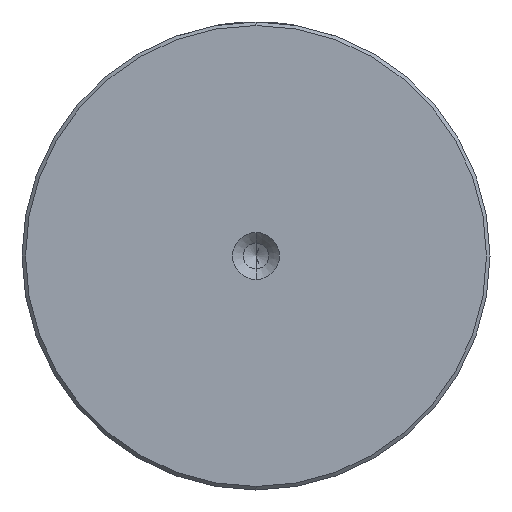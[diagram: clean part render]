
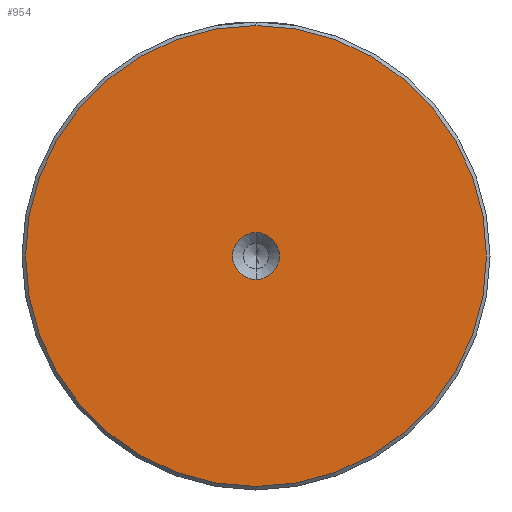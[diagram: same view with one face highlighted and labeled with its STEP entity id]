
A CAD part, left-side view. The second image highlights one B-rep face of the part: STEP entity #954.
In plain terms, the highlighted planar face has unit normal (-1, 0, 0).
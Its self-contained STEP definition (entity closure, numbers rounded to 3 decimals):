
#104 = AXIS2_PLACEMENT_3D ( 'NONE', #2490, #2483, #2477 ) ;
#246 = EDGE_LOOP ( 'NONE', ( #734, #2137 ) ) ;
#416 = VERTEX_POINT ( 'NONE', #1120 ) ;
#425 = CIRCLE ( 'NONE', #1685, 3.3 ) ;
#474 = DIRECTION ( 'NONE',  ( -1., 0., 0. ) ) ;
#489 = EDGE_CURVE ( 'NONE', #416, #1383, #1679, .T. ) ;
#491 = CIRCLE ( 'NONE', #1423, 32.5 ) ;
#547 = AXIS2_PLACEMENT_3D ( 'NONE', #1983, #823, #2168 ) ;
#580 = CARTESIAN_POINT ( 'NONE',  ( 0., 0., -3.3 ) ) ;
#596 = FACE_OUTER_BOUND ( 'NONE', #246, .T. ) ;
#720 = CARTESIAN_POINT ( 'NONE',  ( 0., 0., 0. ) ) ;
#734 = ORIENTED_EDGE ( 'NONE', *, *, #489, .T. ) ;
#817 = CIRCLE ( 'NONE', #1934, 3.3 ) ;
#823 = DIRECTION ( 'NONE',  ( -1., 0., 0. ) ) ;
#839 = CARTESIAN_POINT ( 'NONE',  ( 0., 0., 32.5 ) ) ;
#921 = DIRECTION ( 'NONE',  ( 0., 0., 1. ) ) ;
#927 = FACE_BOUND ( 'NONE', #2461, .T. ) ;
#939 = CARTESIAN_POINT ( 'NONE',  ( 0., 0., 0. ) ) ;
#954 = ADVANCED_FACE ( 'NONE', ( #596, #927 ), #2056, .T. ) ;
#1120 = CARTESIAN_POINT ( 'NONE',  ( 0., 0., -32.5 ) ) ;
#1138 = DIRECTION ( 'NONE',  ( 0., 0., 1. ) ) ;
#1383 = VERTEX_POINT ( 'NONE', #839 ) ;
#1423 = AXIS2_PLACEMENT_3D ( 'NONE', #720, #2083, #921 ) ;
#1639 = CARTESIAN_POINT ( 'NONE',  ( 0., 0., 0. ) ) ;
#1679 = CIRCLE ( 'NONE', #104, 32.5 ) ;
#1685 = AXIS2_PLACEMENT_3D ( 'NONE', #939, #2287, #1138 ) ;
#1783 = EDGE_CURVE ( 'NONE', #2526, #2472, #817, .T. ) ;
#1822 = DIRECTION ( 'NONE',  ( 0., 0., 1. ) ) ;
#1934 = AXIS2_PLACEMENT_3D ( 'NONE', #1639, #474, #1822 ) ;
#1937 = ORIENTED_EDGE ( 'NONE', *, *, #1783, .F. ) ;
#1983 = CARTESIAN_POINT ( 'NONE',  ( 0., 0., 0. ) ) ;
#2056 = PLANE ( 'NONE',  #547 ) ;
#2083 = DIRECTION ( 'NONE',  ( -1., 0., 0. ) ) ;
#2137 = ORIENTED_EDGE ( 'NONE', *, *, #2297, .T. ) ;
#2168 = DIRECTION ( 'NONE',  ( 0., 0., 1. ) ) ;
#2287 = DIRECTION ( 'NONE',  ( -1., 0., 0. ) ) ;
#2297 = EDGE_CURVE ( 'NONE', #1383, #416, #491, .T. ) ;
#2366 = EDGE_CURVE ( 'NONE', #2472, #2526, #425, .T. ) ;
#2400 = ORIENTED_EDGE ( 'NONE', *, *, #2366, .F. ) ;
#2461 = EDGE_LOOP ( 'NONE', ( #1937, #2400 ) ) ;
#2472 = VERTEX_POINT ( 'NONE', #580 ) ;
#2477 = DIRECTION ( 'NONE',  ( 0., 0., 1. ) ) ;
#2483 = DIRECTION ( 'NONE',  ( -1., 0., 0. ) ) ;
#2490 = CARTESIAN_POINT ( 'NONE',  ( 0., 0., 0. ) ) ;
#2521 = CARTESIAN_POINT ( 'NONE',  ( 0., 0., 3.3 ) ) ;
#2526 = VERTEX_POINT ( 'NONE', #2521 ) ;
